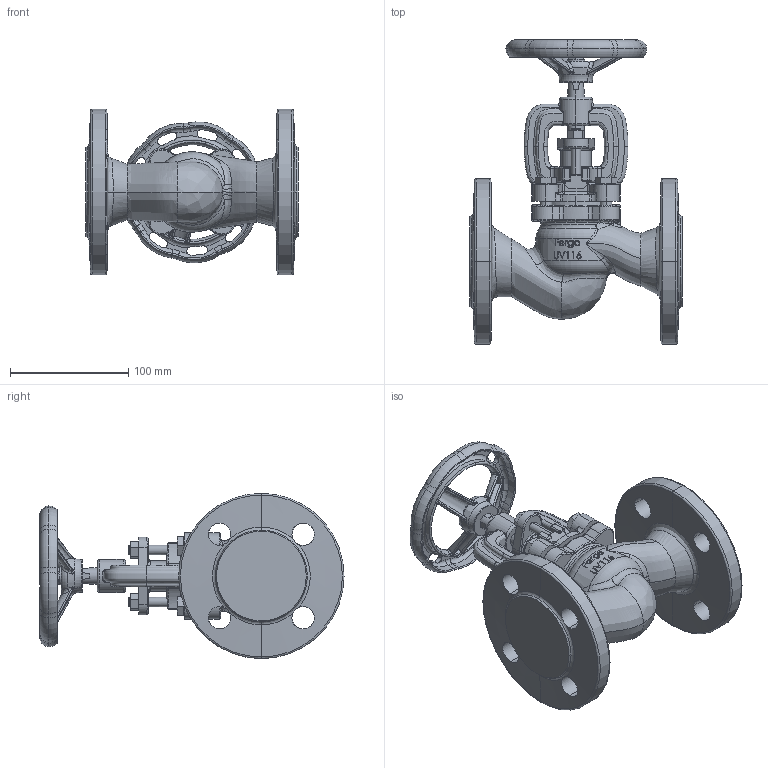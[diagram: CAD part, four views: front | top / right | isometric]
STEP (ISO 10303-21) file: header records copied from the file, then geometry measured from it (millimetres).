
FILE_DESCRIPTION (( 'STEP AP214' ), '1' );
FILE_NAME ('UV116-DN32-PN16-Absperrventil-Handhebel-Fergo.STEP', '2022-10-31T13:53:45', ( '' ), ( '' ), 'SwSTEP 2.0', 'SolidWorks 2022', '' );
FILE_SCHEMA (( 'AUTOMOTIVE_DESIGN' ));
Length unit declared in the file: millimetre
Products named in the file (1): UV116-DN32-PN16-Absperrventil-Handhebel-Fergo
Bounding box: 180 x 257.48 x 140 mm (x, y, z)
Volume: 1157819.4 mm3; surface area: 170471.4 mm2
Topology: 1 solids, 1 shells, 1044 faces, 2964 edges, 1875 vertices
Faces by surface type: bspline 321, cylinder 282, plane 207, torus 120, cone 90, sphere 24
Entity records: 129399 total; most frequent: CARTESIAN_POINT 106383, ORIENTED_EDGE 5832, DIRECTION 3355, EDGE_CURVE 2916, VERTEX_POINT 1875, B_SPLINE_CURVE_WITH_KNOTS 1507, AXIS2_PLACEMENT_3D 1379, EDGE_LOOP 1105
